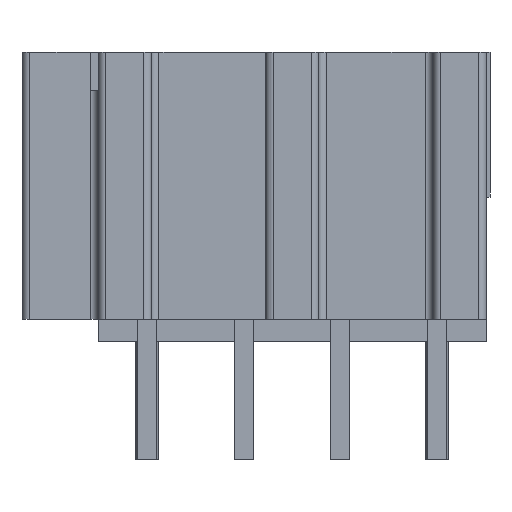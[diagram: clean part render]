
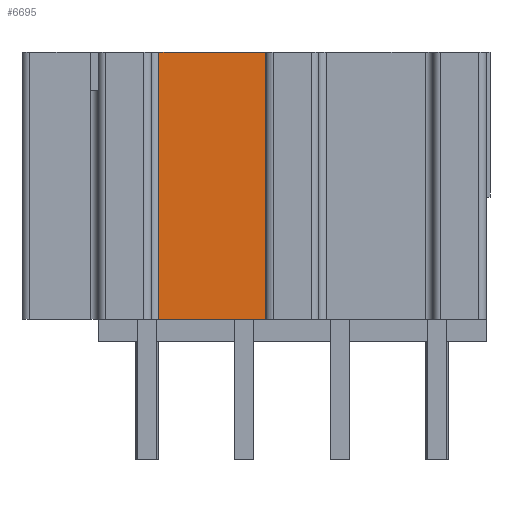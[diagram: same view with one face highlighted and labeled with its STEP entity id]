
A CAD part, front view. The second image highlights one B-rep face of the part: STEP entity #6695.
In plain terms, the highlighted face is planar.
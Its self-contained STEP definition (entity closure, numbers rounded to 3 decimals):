
#680 = PLANE('',#681);
#681 = AXIS2_PLACEMENT_3D('',#682,#683,#684);
#682 = CARTESIAN_POINT('',(0.069,11.837,3.)
  );
#683 = DIRECTION('',(-0.,-0.,-1.));
#684 = DIRECTION('',(-1.,0.,0.));
#1696 = VERTEX_POINT('',#1697);
#1697 = CARTESIAN_POINT('',(0.276,15.033,3.));
#1711 = PLANE('',#1712);
#1712 = AXIS2_PLACEMENT_3D('',#1713,#1714,#1715);
#1713 = CARTESIAN_POINT('',(0.276,15.427,0.));
#1714 = DIRECTION('',(1.,0.,0.));
#1715 = DIRECTION('',(0.,-1.,0.));
#1723 = EDGE_CURVE('',#1696,#1724,#1726,.T.);
#1724 = VERTEX_POINT('',#1725);
#1725 = CARTESIAN_POINT('',(1.378,15.033,3.));
#1726 = SURFACE_CURVE('',#1727,(#1731,#1738),.PCURVE_S1.);
#1727 = LINE('',#1728,#1729);
#1728 = CARTESIAN_POINT('',(0.276,15.033,3.));
#1729 = VECTOR('',#1730,1.);
#1730 = DIRECTION('',(1.,0.,0.));
#1731 = PCURVE('',#680,#1732);
#1732 = DEFINITIONAL_REPRESENTATION('',(#1733),#1737);
#1733 = LINE('',#1734,#1735);
#1734 = CARTESIAN_POINT('',(-0.206,3.196));
#1735 = VECTOR('',#1736,1.);
#1736 = DIRECTION('',(-1.,0.));
#1737 = ( GEOMETRIC_REPRESENTATION_CONTEXT(2) 
PARAMETRIC_REPRESENTATION_CONTEXT() REPRESENTATION_CONTEXT('2D SPACE',''
  ) );
#1738 = PCURVE('',#1739,#1744);
#1739 = PLANE('',#1740);
#1740 = AXIS2_PLACEMENT_3D('',#1741,#1742,#1743);
#1741 = CARTESIAN_POINT('',(0.276,15.033,0.));
#1742 = DIRECTION('',(0.,1.,0.));
#1743 = DIRECTION('',(1.,0.,0.));
#1744 = DEFINITIONAL_REPRESENTATION('',(#1745),#1749);
#1745 = LINE('',#1746,#1747);
#1746 = CARTESIAN_POINT('',(0.,-3.));
#1747 = VECTOR('',#1748,1.);
#1748 = DIRECTION('',(1.,0.));
#1749 = ( GEOMETRIC_REPRESENTATION_CONTEXT(2) 
PARAMETRIC_REPRESENTATION_CONTEXT() REPRESENTATION_CONTEXT('2D SPACE',''
  ) );
#1772 = CYLINDRICAL_SURFACE('',#1773,0.079);
#1773 = AXIS2_PLACEMENT_3D('',#1774,#1775,#1776);
#1774 = CARTESIAN_POINT('',(1.378,15.112,0.));
#1775 = DIRECTION('',(0.,0.,1.));
#1776 = DIRECTION('',(0.,-1.,0.));
#5339 = PLANE('',#5340);
#5340 = AXIS2_PLACEMENT_3D('',#5341,#5342,#5343);
#5341 = CARTESIAN_POINT('',(0.,15.049,0.236));
#5342 = DIRECTION('',(0.,0.,1.));
#5343 = DIRECTION('',(1.,0.,-0.));
#6603 = EDGE_CURVE('',#6604,#1724,#6606,.T.);
#6604 = VERTEX_POINT('',#6605);
#6605 = CARTESIAN_POINT('',(1.378,15.033,0.236));
#6606 = SURFACE_CURVE('',#6607,(#6611,#6617),.PCURVE_S1.);
#6607 = LINE('',#6608,#6609);
#6608 = CARTESIAN_POINT('',(1.378,15.033,0.));
#6609 = VECTOR('',#6610,1.);
#6610 = DIRECTION('',(0.,0.,1.));
#6611 = PCURVE('',#1772,#6612);
#6612 = DEFINITIONAL_REPRESENTATION('',(#6613),#6616);
#6613 = B_SPLINE_CURVE_WITH_KNOTS('',1,(#6614,#6615),.UNSPECIFIED.,.F.,
  .F.,(2,2),(0.236,3.),.PIECEWISE_BEZIER_KNOTS.);
#6614 = CARTESIAN_POINT('',(0.,0.236));
#6615 = CARTESIAN_POINT('',(0.,3.));
#6616 = ( GEOMETRIC_REPRESENTATION_CONTEXT(2) 
PARAMETRIC_REPRESENTATION_CONTEXT() REPRESENTATION_CONTEXT('2D SPACE',''
  ) );
#6617 = PCURVE('',#1739,#6618);
#6618 = DEFINITIONAL_REPRESENTATION('',(#6619),#6623);
#6619 = LINE('',#6620,#6621);
#6620 = CARTESIAN_POINT('',(1.102,0.));
#6621 = VECTOR('',#6622,1.);
#6622 = DIRECTION('',(0.,-1.));
#6623 = ( GEOMETRIC_REPRESENTATION_CONTEXT(2) 
PARAMETRIC_REPRESENTATION_CONTEXT() REPRESENTATION_CONTEXT('2D SPACE',''
  ) );
#6695 = ADVANCED_FACE('',(#6696),#1739,.T.);
#6696 = FACE_BOUND('',#6697,.T.);
#6697 = EDGE_LOOP('',(#6698,#6699,#6722,#6743));
#6698 = ORIENTED_EDGE('',*,*,#6603,.F.);
#6699 = ORIENTED_EDGE('',*,*,#6700,.F.);
#6700 = EDGE_CURVE('',#6701,#6604,#6703,.T.);
#6701 = VERTEX_POINT('',#6702);
#6702 = CARTESIAN_POINT('',(0.276,15.033,0.236));
#6703 = SURFACE_CURVE('',#6704,(#6708,#6715),.PCURVE_S1.);
#6704 = LINE('',#6705,#6706);
#6705 = CARTESIAN_POINT('',(0.138,15.033,0.236));
#6706 = VECTOR('',#6707,1.);
#6707 = DIRECTION('',(1.,0.,0.));
#6708 = PCURVE('',#1739,#6709);
#6709 = DEFINITIONAL_REPRESENTATION('',(#6710),#6714);
#6710 = LINE('',#6711,#6712);
#6711 = CARTESIAN_POINT('',(-0.138,-0.236));
#6712 = VECTOR('',#6713,1.);
#6713 = DIRECTION('',(1.,0.));
#6714 = ( GEOMETRIC_REPRESENTATION_CONTEXT(2) 
PARAMETRIC_REPRESENTATION_CONTEXT() REPRESENTATION_CONTEXT('2D SPACE',''
  ) );
#6715 = PCURVE('',#5339,#6716);
#6716 = DEFINITIONAL_REPRESENTATION('',(#6717),#6721);
#6717 = LINE('',#6718,#6719);
#6718 = CARTESIAN_POINT('',(0.138,-0.016));
#6719 = VECTOR('',#6720,1.);
#6720 = DIRECTION('',(1.,0.));
#6721 = ( GEOMETRIC_REPRESENTATION_CONTEXT(2) 
PARAMETRIC_REPRESENTATION_CONTEXT() REPRESENTATION_CONTEXT('2D SPACE',''
  ) );
#6722 = ORIENTED_EDGE('',*,*,#6723,.T.);
#6723 = EDGE_CURVE('',#6701,#1696,#6724,.T.);
#6724 = SURFACE_CURVE('',#6725,(#6729,#6736),.PCURVE_S1.);
#6725 = LINE('',#6726,#6727);
#6726 = CARTESIAN_POINT('',(0.276,15.033,0.));
#6727 = VECTOR('',#6728,1.);
#6728 = DIRECTION('',(0.,0.,1.));
#6729 = PCURVE('',#1739,#6730);
#6730 = DEFINITIONAL_REPRESENTATION('',(#6731),#6735);
#6731 = LINE('',#6732,#6733);
#6732 = CARTESIAN_POINT('',(0.,0.));
#6733 = VECTOR('',#6734,1.);
#6734 = DIRECTION('',(0.,-1.));
#6735 = ( GEOMETRIC_REPRESENTATION_CONTEXT(2) 
PARAMETRIC_REPRESENTATION_CONTEXT() REPRESENTATION_CONTEXT('2D SPACE',''
  ) );
#6736 = PCURVE('',#1711,#6737);
#6737 = DEFINITIONAL_REPRESENTATION('',(#6738),#6742);
#6738 = LINE('',#6739,#6740);
#6739 = CARTESIAN_POINT('',(0.394,0.));
#6740 = VECTOR('',#6741,1.);
#6741 = DIRECTION('',(0.,-1.));
#6742 = ( GEOMETRIC_REPRESENTATION_CONTEXT(2) 
PARAMETRIC_REPRESENTATION_CONTEXT() REPRESENTATION_CONTEXT('2D SPACE',''
  ) );
#6743 = ORIENTED_EDGE('',*,*,#1723,.T.);
